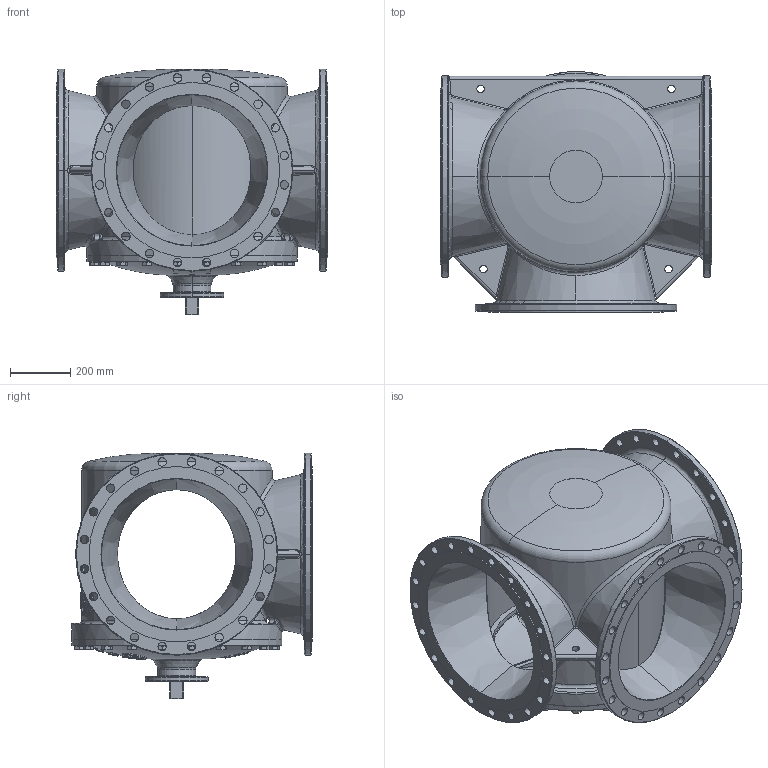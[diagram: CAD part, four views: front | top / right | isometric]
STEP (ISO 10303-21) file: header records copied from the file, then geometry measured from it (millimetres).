
FILE_DESCRIPTION (( 'STEP AP214' ), '1' );
FILE_NAME ('G3FMT DN500.STEP', '2015-11-20T14:49:53', ( 'Broen A/S' ), ( 'Broen A/S' ), 'SwSTEP 2.0', 'SolidWorks 2014', '' );
FILE_SCHEMA (( 'AUTOMOTIVE_DESIGN' ));
Length unit declared in the file: millimetre
Products named in the file (1): G3FMT DN500
Bounding box: 900 x 799 x 814.45 mm (x, y, z)
Surface area: 6177433.2 mm2 (no closed solid volume)
Topology: 0 solids, 27 shells, 1538 faces, 5036 edges, 3376 vertices
Faces by surface type: bspline 606, plane 396, cylinder 298, cone 173, torus 63, sphere 2
Entity records: 113031 total; most frequent: CARTESIAN_POINT 58497, ORIENTED_EDGE 8710, DIRECTION 5410, EDGE_CURVE 5027, VERTEX_POINT 3373, B_SPLINE_CURVE_WITH_KNOTS 2354, AXIS2_PLACEMENT_3D 1875, EDGE_LOOP 1799
